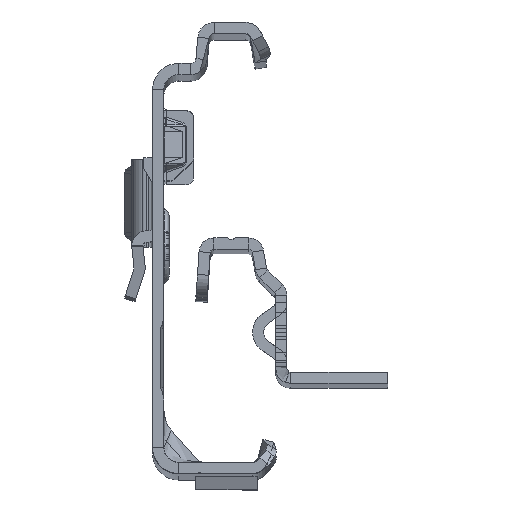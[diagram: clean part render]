
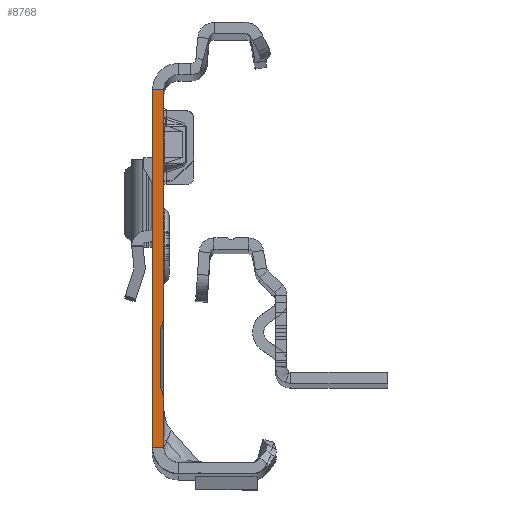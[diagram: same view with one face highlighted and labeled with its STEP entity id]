
A CAD part, top view. The second image highlights one B-rep face of the part: STEP entity #8768.
In plain terms, the highlighted planar face has unit normal (0, 0, 1).
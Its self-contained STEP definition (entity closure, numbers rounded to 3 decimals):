
#264 = CARTESIAN_POINT ( 'NONE',  ( -1.5, 24.135, 0. ) ) ;
#389 = LINE ( 'NONE', #6748, #13656 ) ;
#923 = DIRECTION ( 'NONE',  ( 1., 0., 0. ) ) ;
#1090 = CARTESIAN_POINT ( 'NONE',  ( 0., 24.135, 0. ) ) ;
#1502 = CARTESIAN_POINT ( 'NONE',  ( -1.5, -25.865, 0. ) ) ;
#1552 = CIRCLE ( 'NONE', #3299, 1. ) ;
#2459 = VECTOR ( 'NONE', #22409, 1000. ) ;
#2885 = AXIS2_PLACEMENT_3D ( 'NONE', #19669, #26390, #7597 ) ;
#3299 = AXIS2_PLACEMENT_3D ( 'NONE', #25531, #11245, #923 ) ;
#3606 = DIRECTION ( 'NONE',  ( -1., 0., 0. ) ) ;
#4687 = CARTESIAN_POINT ( 'NONE',  ( -0.306, -18.288, 0. ) ) ;
#4742 = CARTESIAN_POINT ( 'NONE',  ( 0., -8.231, 0. ) ) ;
#5210 = ORIENTED_EDGE ( 'NONE', *, *, #11484, .T. ) ;
#5313 = CARTESIAN_POINT ( 'NONE',  ( -2.5, -8.231, 0. ) ) ;
#5347 = EDGE_CURVE ( 'NONE', #10772, #9770, #1552, .T. ) ;
#6602 = PLANE ( 'NONE',  #16931 ) ;
#6748 = CARTESIAN_POINT ( 'NONE',  ( -0.4, -9.865, 0. ) ) ;
#7135 = AXIS2_PLACEMENT_3D ( 'NONE', #5313, #11351, #9150 ) ;
#7301 = DIRECTION ( 'NONE',  ( -1., 0., 0. ) ) ;
#7566 = ORIENTED_EDGE ( 'NONE', *, *, #8625, .F. ) ;
#7597 = DIRECTION ( 'NONE',  ( 1., 0., 0. ) ) ;
#8009 = LINE ( 'NONE', #8260, #23405 ) ;
#8040 = EDGE_LOOP ( 'NONE', ( #18853, #8559, #5210, #13536, #19095, #16980, #7566, #18532, #19679, #13074, #13105, #16187 ) ) ;
#8260 = CARTESIAN_POINT ( 'NONE',  ( 0., -25.865, 0. ) ) ;
#8559 = ORIENTED_EDGE ( 'NONE', *, *, #11075, .F. ) ;
#8625 = EDGE_CURVE ( 'NONE', #12871, #24328, #17368, .T. ) ;
#8677 = EDGE_CURVE ( 'NONE', #24100, #13743, #18678, .T. ) ;
#8768 = ADVANCED_FACE ( 'NONE', ( #23198 ), #6602, .T. ) ;
#9150 = DIRECTION ( 'NONE',  ( -1., 0., 0. ) ) ;
#9337 = CARTESIAN_POINT ( 'NONE',  ( 0.6, -9.865, 0. ) ) ;
#9676 = AXIS2_PLACEMENT_3D ( 'NONE', #9337, #26100, #7301 ) ;
#9770 = VERTEX_POINT ( 'NONE', #4687 ) ;
#9849 = DIRECTION ( 'NONE',  ( -1., 0., 0. ) ) ;
#10567 = DIRECTION ( 'NONE',  ( 0., -1., 0. ) ) ;
#10772 = VERTEX_POINT ( 'NONE', #23832 ) ;
#11075 = EDGE_CURVE ( 'NONE', #18265, #11621, #11794, .T. ) ;
#11245 = DIRECTION ( 'NONE',  ( 0., 0., 1. ) ) ;
#11351 = DIRECTION ( 'NONE',  ( 0., 0., -1. ) ) ;
#11484 = EDGE_CURVE ( 'NONE', #18265, #24100, #20822, .T. ) ;
#11621 = VERTEX_POINT ( 'NONE', #4742 ) ;
#11760 = VERTEX_POINT ( 'NONE', #20103 ) ;
#11794 = LINE ( 'NONE', #1090, #26466 ) ;
#11857 = CIRCLE ( 'NONE', #9676, 1. ) ;
#12170 = CARTESIAN_POINT ( 'NONE',  ( 0., 22.135, 0. ) ) ;
#12499 = CARTESIAN_POINT ( 'NONE',  ( 0., -19.499, 0. ) ) ;
#12715 = DIRECTION ( 'NONE',  ( 0., -1., 0. ) ) ;
#12871 = VERTEX_POINT ( 'NONE', #19132 ) ;
#12924 = DIRECTION ( 'NONE',  ( 0., -1., 0. ) ) ;
#12991 = CARTESIAN_POINT ( 'NONE',  ( -0.306, -9.443, 0. ) ) ;
#13074 = ORIENTED_EDGE ( 'NONE', *, *, #22073, .F. ) ;
#13105 = ORIENTED_EDGE ( 'NONE', *, *, #21302, .F. ) ;
#13536 = ORIENTED_EDGE ( 'NONE', *, *, #8677, .T. ) ;
#13565 = VECTOR ( 'NONE', #14017, 1000. ) ;
#13656 = VECTOR ( 'NONE', #12924, 1000. ) ;
#13717 = EDGE_CURVE ( 'NONE', #9770, #12871, #24445, .T. ) ;
#13719 = EDGE_CURVE ( 'NONE', #24328, #11760, #20325, .T. ) ;
#13743 = VERTEX_POINT ( 'NONE', #1502 ) ;
#13899 = CARTESIAN_POINT ( 'NONE',  ( -1.5, 22.135, 0. ) ) ;
#14017 = DIRECTION ( 'NONE',  ( 0.423, -0.906, 0. ) ) ;
#14655 = CARTESIAN_POINT ( 'NONE',  ( 0., 24.135, 0. ) ) ;
#15666 = DIRECTION ( 'NONE',  ( 0., -1., 0. ) ) ;
#15696 = CARTESIAN_POINT ( 'NONE',  ( 0., 22.135, 0. ) ) ;
#15969 = VECTOR ( 'NONE', #9849, 1000. ) ;
#16187 = ORIENTED_EDGE ( 'NONE', *, *, #16322, .F. ) ;
#16258 = LINE ( 'NONE', #26952, #17133 ) ;
#16277 = VERTEX_POINT ( 'NONE', #18839 ) ;
#16322 = EDGE_CURVE ( 'NONE', #25609, #21895, #16258, .T. ) ;
#16931 = AXIS2_PLACEMENT_3D ( 'NONE', #264, #17309, #10567 ) ;
#16980 = ORIENTED_EDGE ( 'NONE', *, *, #13719, .F. ) ;
#17133 = VECTOR ( 'NONE', #18436, 1000. ) ;
#17309 = DIRECTION ( 'NONE',  ( 0., 0., 1. ) ) ;
#17368 = CIRCLE ( 'NONE', #2885, 2.5 ) ;
#18265 = VERTEX_POINT ( 'NONE', #15696 ) ;
#18278 = CARTESIAN_POINT ( 'NONE',  ( -1.5, 24.135, 0. ) ) ;
#18436 = DIRECTION ( 'NONE',  ( -0.423, -0.906, 0. ) ) ;
#18532 = ORIENTED_EDGE ( 'NONE', *, *, #13717, .F. ) ;
#18678 = LINE ( 'NONE', #18278, #2459 ) ;
#18839 = CARTESIAN_POINT ( 'NONE',  ( -0.4, -9.865, 0. ) ) ;
#18853 = ORIENTED_EDGE ( 'NONE', *, *, #24748, .F. ) ;
#19095 = ORIENTED_EDGE ( 'NONE', *, *, #26197, .F. ) ;
#19132 = CARTESIAN_POINT ( 'NONE',  ( -0.234, -18.442, 0. ) ) ;
#19669 = CARTESIAN_POINT ( 'NONE',  ( -2.5, -19.499, 0. ) ) ;
#19679 = ORIENTED_EDGE ( 'NONE', *, *, #5347, .F. ) ;
#20103 = CARTESIAN_POINT ( 'NONE',  ( 0., -25.865, 0. ) ) ;
#20325 = LINE ( 'NONE', #14655, #24948 ) ;
#20822 = LINE ( 'NONE', #12170, #15969 ) ;
#21302 = EDGE_CURVE ( 'NONE', #21895, #16277, #11857, .T. ) ;
#21895 = VERTEX_POINT ( 'NONE', #12991 ) ;
#22073 = EDGE_CURVE ( 'NONE', #16277, #10772, #389, .T. ) ;
#22409 = DIRECTION ( 'NONE',  ( 0., -1., 0. ) ) ;
#23198 = FACE_OUTER_BOUND ( 'NONE', #8040, .T. ) ;
#23405 = VECTOR ( 'NONE', #3606, 1000. ) ;
#23832 = CARTESIAN_POINT ( 'NONE',  ( -0.4, -17.865, 0. ) ) ;
#24100 = VERTEX_POINT ( 'NONE', #13899 ) ;
#24214 = CIRCLE ( 'NONE', #7135, 2.5 ) ;
#24328 = VERTEX_POINT ( 'NONE', #12499 ) ;
#24445 = LINE ( 'NONE', #25066, #13565 ) ;
#24748 = EDGE_CURVE ( 'NONE', #11621, #25609, #24214, .T. ) ;
#24948 = VECTOR ( 'NONE', #12715, 1000. ) ;
#25066 = CARTESIAN_POINT ( 'NONE',  ( -0.234, -18.442, 0. ) ) ;
#25116 = CARTESIAN_POINT ( 'NONE',  ( -0.234, -9.288, 0. ) ) ;
#25531 = CARTESIAN_POINT ( 'NONE',  ( 0.6, -17.865, 0. ) ) ;
#25609 = VERTEX_POINT ( 'NONE', #25116 ) ;
#26100 = DIRECTION ( 'NONE',  ( 0., 0., 1. ) ) ;
#26197 = EDGE_CURVE ( 'NONE', #11760, #13743, #8009, .T. ) ;
#26390 = DIRECTION ( 'NONE',  ( 0., 0., -1. ) ) ;
#26466 = VECTOR ( 'NONE', #15666, 1000. ) ;
#26952 = CARTESIAN_POINT ( 'NONE',  ( -0.234, -9.288, 0. ) ) ;
